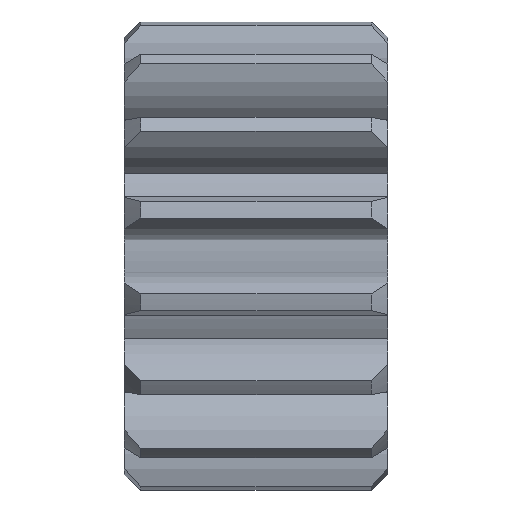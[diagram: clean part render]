
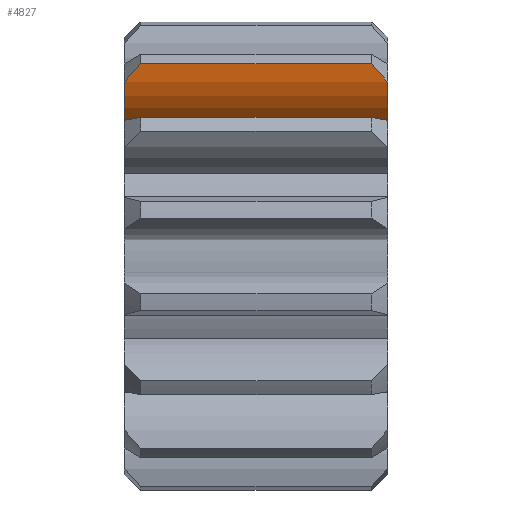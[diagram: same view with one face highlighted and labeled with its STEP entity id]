
A CAD part, front view. The second image highlights one B-rep face of the part: STEP entity #4827.
In plain terms, the highlighted cylindrical face has radius 4.064 mm (diameter 8.128 mm), a partial arc.
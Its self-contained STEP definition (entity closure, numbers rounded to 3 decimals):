
#142 = DIRECTION ( 'NONE',  ( 1., 0., 0. ) ) ;
#163 = VECTOR ( 'NONE', #3950, 1000. ) ;
#338 = LINE ( 'NONE', #2148, #163 ) ;
#435 = ORIENTED_EDGE ( 'NONE', *, *, #4058, .T. ) ;
#505 = B_SPLINE_CURVE_WITH_KNOTS ( 'NONE', 3,
 ( #5215, #1177, #2999, #4783 ),
 .UNSPECIFIED., .F., .F.,
 ( 4, 4 ),
 ( 0., 0.001 ),
 .UNSPECIFIED. ) ;
#594 = VERTEX_POINT ( 'NONE', #3045 ) ;
#640 = VERTEX_POINT ( 'NONE', #2820 ) ;
#671 = EDGE_CURVE ( 'NONE', #946, #1443, #2396, .T. ) ;
#705 = AXIS2_PLACEMENT_3D ( 'NONE', #1161, #2981, #4768 ) ;
#775 = B_SPLINE_CURVE_WITH_KNOTS ( 'NONE', 3,
 ( #3561, #5340, #1306, #3116 ),
 .UNSPECIFIED., .F., .F.,
 ( 4, 4 ),
 ( 0., 0.001 ),
 .UNSPECIFIED. ) ;
#846 = CARTESIAN_POINT ( 'NONE',  ( 0., -5.493, 6.598 ) ) ;
#946 = VERTEX_POINT ( 'NONE', #846 ) ;
#1157 = CARTESIAN_POINT ( 'NONE',  ( 12.7, -2.627, 9.479 ) ) ;
#1161 = CARTESIAN_POINT ( 'NONE',  ( 12.7, -2.627, 9.479 ) ) ;
#1177 = CARTESIAN_POINT ( 'NONE',  ( 0.536, -6.67, 8.964 ) ) ;
#1204 = ORIENTED_EDGE ( 'NONE', *, *, #3997, .T. ) ;
#1306 = CARTESIAN_POINT ( 'NONE',  ( 12.164, -6.67, 8.964 ) ) ;
#1443 = VERTEX_POINT ( 'NONE', #1911 ) ;
#1448 = DIRECTION ( 'NONE',  ( 0., 0., 1. ) ) ;
#1511 = ORIENTED_EDGE ( 'NONE', *, *, #2602, .T. ) ;
#1514 = CARTESIAN_POINT ( 'NONE',  ( 11.906, -6.686, 9.271 ) ) ;
#1911 = CARTESIAN_POINT ( 'NONE',  ( 12.7, -5.493, 6.598 ) ) ;
#1931 = VERTEX_POINT ( 'NONE', #1514 ) ;
#2136 = CIRCLE ( 'NONE', #2142, 4.064 ) ;
#2142 = AXIS2_PLACEMENT_3D ( 'NONE', #3701, #5476, #1448 ) ;
#2148 = CARTESIAN_POINT ( 'NONE',  ( 12.7, -6.686, 9.271 ) ) ;
#2291 = EDGE_CURVE ( 'NONE', #594, #946, #2136, .T. ) ;
#2350 = VERTEX_POINT ( 'NONE', #4163 ) ;
#2388 = ORIENTED_EDGE ( 'NONE', *, *, #2291, .T. ) ;
#2396 = LINE ( 'NONE', #4193, #2788 ) ;
#2406 = ORIENTED_EDGE ( 'NONE', *, *, #5733, .T. ) ;
#2602 = EDGE_CURVE ( 'NONE', #1931, #640, #338, .T. ) ;
#2788 = VECTOR ( 'NONE', #142, 1000. ) ;
#2820 = CARTESIAN_POINT ( 'NONE',  ( 0.794, -6.686, 9.271 ) ) ;
#2976 = DIRECTION ( 'NONE',  ( -1., 0., 0. ) ) ;
#2981 = DIRECTION ( 'NONE',  ( -1., 0., 0. ) ) ;
#2999 = CARTESIAN_POINT ( 'NONE',  ( 0.272, -6.621, 8.67 ) ) ;
#3000 = AXIS2_PLACEMENT_3D ( 'NONE', #1157, #2976, #4763 ) ;
#3045 = CARTESIAN_POINT ( 'NONE',  ( 0., -6.542, 8.387 ) ) ;
#3116 = CARTESIAN_POINT ( 'NONE',  ( 11.906, -6.686, 9.271 ) ) ;
#3420 = FACE_OUTER_BOUND ( 'NONE', #5826, .T. ) ;
#3422 = ORIENTED_EDGE ( 'NONE', *, *, #671, .T. ) ;
#3561 = CARTESIAN_POINT ( 'NONE',  ( 12.7, -6.542, 8.387 ) ) ;
#3701 = CARTESIAN_POINT ( 'NONE',  ( 0., -2.627, 9.479 ) ) ;
#3950 = DIRECTION ( 'NONE',  ( -1., 0., 0. ) ) ;
#3997 = EDGE_CURVE ( 'NONE', #2350, #1931, #775, .T. ) ;
#4058 = EDGE_CURVE ( 'NONE', #640, #594, #505, .T. ) ;
#4163 = CARTESIAN_POINT ( 'NONE',  ( 12.7, -6.542, 8.387 ) ) ;
#4193 = CARTESIAN_POINT ( 'NONE',  ( 12.7, -5.493, 6.598 ) ) ;
#4763 = DIRECTION ( 'NONE',  ( 0., 0., 1. ) ) ;
#4768 = DIRECTION ( 'NONE',  ( 0., 0., 1. ) ) ;
#4783 = CARTESIAN_POINT ( 'NONE',  ( 0., -6.542, 8.387 ) ) ;
#4827 = ADVANCED_FACE ( 'NONE', ( #3420 ), #5200, .T. ) ;
#5200 = CYLINDRICAL_SURFACE ( 'NONE', #705, 4.064 ) ;
#5215 = CARTESIAN_POINT ( 'NONE',  ( 0.794, -6.686, 9.271 ) ) ;
#5340 = CARTESIAN_POINT ( 'NONE',  ( 12.428, -6.621, 8.67 ) ) ;
#5476 = DIRECTION ( 'NONE',  ( 1., 0., 0. ) ) ;
#5526 = CIRCLE ( 'NONE', #3000, 4.064 ) ;
#5733 = EDGE_CURVE ( 'NONE', #1443, #2350, #5526, .T. ) ;
#5826 = EDGE_LOOP ( 'NONE', ( #1511, #435, #2388, #3422, #2406, #1204 ) ) ;
